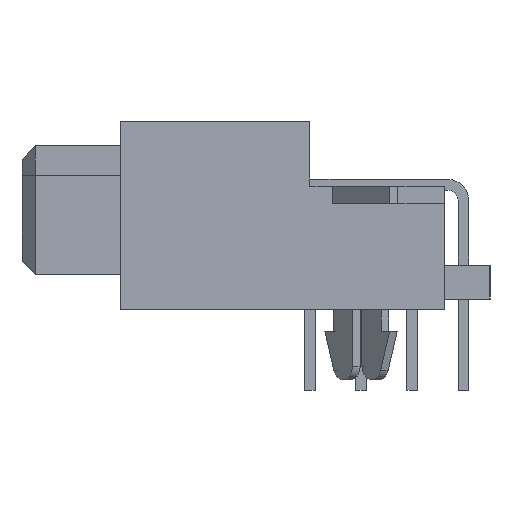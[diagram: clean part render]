
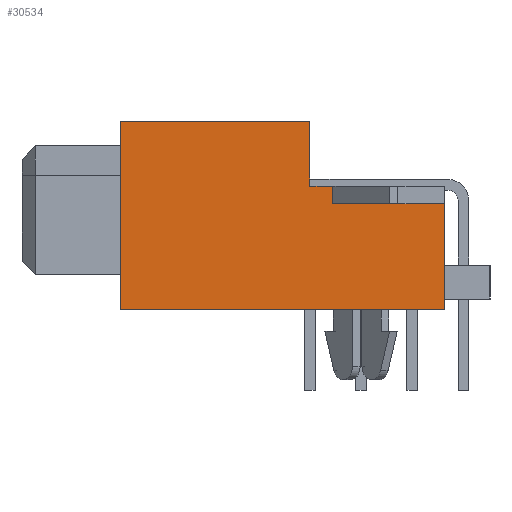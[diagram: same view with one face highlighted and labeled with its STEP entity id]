
A CAD part, left-side view. The second image highlights one B-rep face of the part: STEP entity #30534.
In plain terms, the highlighted planar face has unit normal (-1, 0, 0).
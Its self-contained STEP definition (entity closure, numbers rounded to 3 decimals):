
#1442=FACE_OUTER_BOUND('',#3256,.T.);
#3256=EDGE_LOOP('',(#21507,#21508,#21509,#21510,#21511,#21512,#21513,#21514));
#5452=LINE('',#44602,#9308);
#5462=LINE('',#44621,#9318);
#5474=LINE('',#44647,#9330);
#5691=LINE('',#45234,#9547);
#5692=LINE('',#45237,#9548);
#5693=LINE('',#45239,#9549);
#5694=LINE('',#45240,#9550);
#5695=LINE('',#45241,#9551);
#9308=VECTOR('',#35437,7.05);
#9318=VECTOR('',#35451,12.05);
#9330=VECTOR('',#35473,2.4);
#9547=VECTOR('',#36224,3.95);
#9548=VECTOR('',#36227,4.156);
#9549=VECTOR('',#36228,0.65);
#9550=VECTOR('',#36229,0.844);
#9551=VECTOR('',#36230,7.);
#13118=VERTEX_POINT('',#44599);
#13119=VERTEX_POINT('',#44601);
#13125=VERTEX_POINT('',#44618);
#13126=VERTEX_POINT('',#44620);
#13135=VERTEX_POINT('',#44646);
#13238=VERTEX_POINT('',#45232);
#13239=VERTEX_POINT('',#45236);
#13240=VERTEX_POINT('',#45238);
#16090=EDGE_CURVE('',#13119,#13118,#5452,.T.);
#16100=EDGE_CURVE('',#13126,#13125,#5462,.T.);
#16114=EDGE_CURVE('',#13135,#13119,#5474,.T.);
#16411=EDGE_CURVE('',#13125,#13238,#5691,.T.);
#16412=EDGE_CURVE('',#13238,#13239,#5692,.T.);
#16413=EDGE_CURVE('',#13239,#13240,#5693,.T.);
#16414=EDGE_CURVE('',#13240,#13135,#5694,.T.);
#16415=EDGE_CURVE('',#13118,#13126,#5695,.T.);
#21507=ORIENTED_EDGE('',*,*,#16412,.T.);
#21508=ORIENTED_EDGE('',*,*,#16413,.T.);
#21509=ORIENTED_EDGE('',*,*,#16414,.T.);
#21510=ORIENTED_EDGE('',*,*,#16114,.T.);
#21511=ORIENTED_EDGE('',*,*,#16090,.T.);
#21512=ORIENTED_EDGE('',*,*,#16415,.T.);
#21513=ORIENTED_EDGE('',*,*,#16100,.T.);
#21514=ORIENTED_EDGE('',*,*,#16411,.T.);
#28971=PLANE('',#32583);
#30534=ADVANCED_FACE('',(#1442),#28971,.T.);
#32583=AXIS2_PLACEMENT_3D('',#45235,#36225,#36226);
#35437=DIRECTION('',(0.,1.,0.));
#35451=DIRECTION('',(0.,-1.,0.));
#35473=DIRECTION('',(0.,0.,1.));
#36224=DIRECTION('',(0.,0.,1.));
#36225=DIRECTION('center_axis',(-1.,0.,0.));
#36226=DIRECTION('ref_axis',(0.,0.,-1.));
#36227=DIRECTION('',(0.,1.,0.));
#36228=DIRECTION('',(0.,0.,1.));
#36229=DIRECTION('',(0.,1.,0.));
#36230=DIRECTION('',(0.,0.,-1.));
#44599=CARTESIAN_POINT('',(-27.955,8.955,7.));
#44601=CARTESIAN_POINT('',(-27.955,1.905,7.));
#44602=CARTESIAN_POINT('',(-27.955,1.905,7.));
#44618=CARTESIAN_POINT('',(-27.955,-3.095,0.));
#44620=CARTESIAN_POINT('',(-27.955,8.955,0.));
#44621=CARTESIAN_POINT('',(-27.955,-0.595,0.));
#44646=CARTESIAN_POINT('',(-27.955,1.905,4.6));
#44647=CARTESIAN_POINT('',(-27.955,1.905,3.5));
#45232=CARTESIAN_POINT('',(-27.955,-3.095,3.95));
#45234=CARTESIAN_POINT('',(-27.955,-3.095,0.));
#45235=CARTESIAN_POINT('Origin',(-27.955,-0.595,0.));
#45236=CARTESIAN_POINT('',(-27.955,1.061,3.95));
#45237=CARTESIAN_POINT('',(-27.955,-3.095,3.95));
#45238=CARTESIAN_POINT('',(-27.955,1.061,4.6));
#45239=CARTESIAN_POINT('',(-27.955,1.061,3.95));
#45240=CARTESIAN_POINT('',(-27.955,-0.595,4.6));
#45241=CARTESIAN_POINT('',(-27.955,8.955,3.5));
